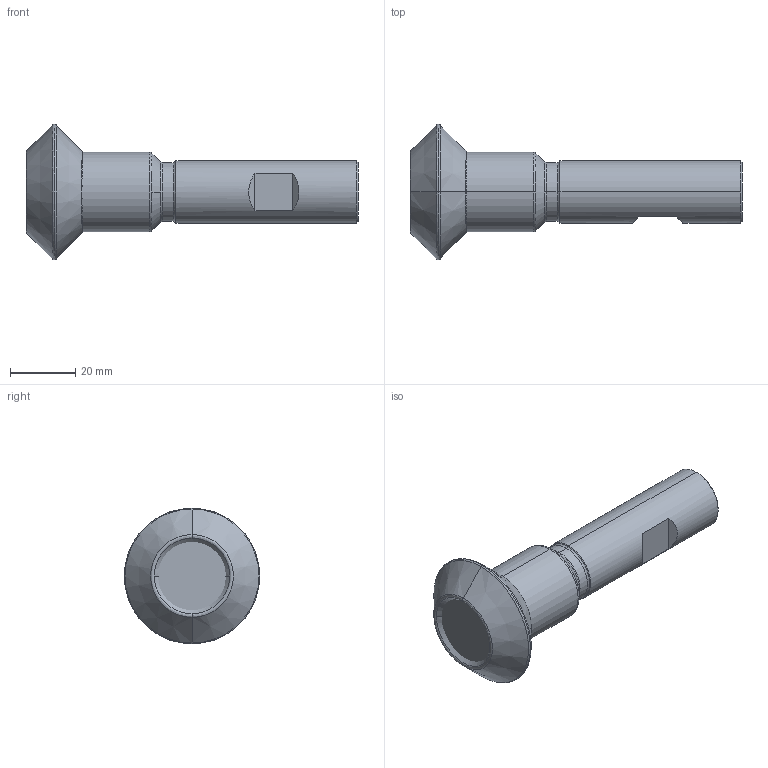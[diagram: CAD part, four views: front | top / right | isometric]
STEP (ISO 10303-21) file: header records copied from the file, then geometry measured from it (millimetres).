
FILE_DESCRIPTION (( 'STEP AP203' ), '1' );
FILE_NAME ('01-0766.STEP', '2024-02-06T18:46:56', ( '' ), ( '' ), 'SwSTEP 2.0', 'SolidWorks 2022', '' );
FILE_SCHEMA (( 'CONFIG_CONTROL_DESIGN' ));
Length unit declared in the file: inch
Products named in the file (3): 01-0766; luol24FC03ACir9b; luol24FC03ACir9b_2
Assembly tree (2 placements, depth 2):
  01-0766
    luol24FC03ACir9b
    luol24FC03ACir9b_2
Bounding box: 101.83 x 41.58 x 41.58 mm (x, y, z)
Volume: 53116.2 mm3; surface area: 12214.7 mm2
Topology: 2 solids, 2 shells, 57 faces, 124 edges, 69 vertices
Faces by surface type: bspline 22, cone 22, cylinder 8, plane 5
Entity records: 2103 total; most frequent: CARTESIAN_POINT 589, DIRECTION 286, ORIENTED_EDGE 244, AXIS2_PLACEMENT_3D 126, EDGE_CURVE 122, CIRCLE 86, VERTEX_POINT 69, EDGE_LOOP 59
